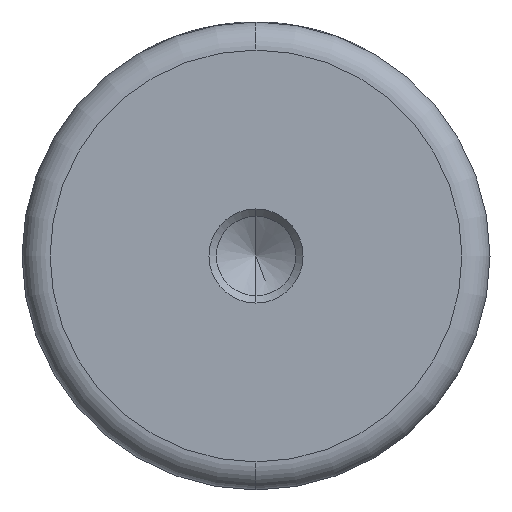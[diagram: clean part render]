
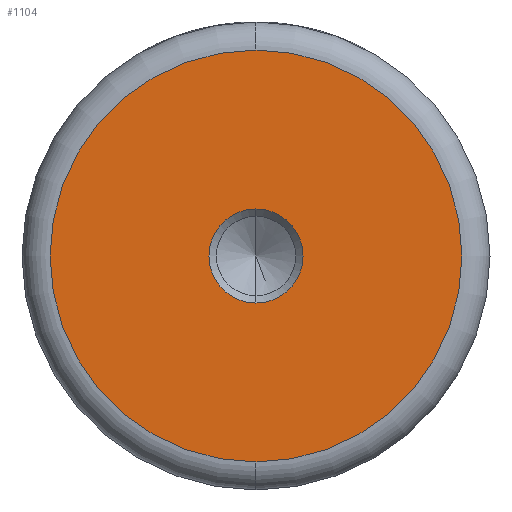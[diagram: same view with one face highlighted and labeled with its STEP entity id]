
A CAD part, left-side view. The second image highlights one B-rep face of the part: STEP entity #1104.
In plain terms, the highlighted planar face has unit normal (-1, 0, 0).
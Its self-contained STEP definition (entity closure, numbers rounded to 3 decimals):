
#4 = DIRECTION ( 'NONE',  ( -1., 0., 0. ) ) ;
#8 = EDGE_CURVE ( 'NONE', #873, #847, #129, .T. ) ;
#22 = CARTESIAN_POINT ( 'NONE',  ( 0., 0., 0. ) ) ;
#28 = CARTESIAN_POINT ( 'NONE',  ( 0., 0., 0. ) ) ;
#65 = DIRECTION ( 'NONE',  ( 0., 0., 1. ) ) ;
#87 = EDGE_CURVE ( 'NONE', #1348, #1370, #1161, .T. ) ;
#129 = CIRCLE ( 'NONE', #341, 5.025 ) ;
#157 = EDGE_LOOP ( 'NONE', ( #1423, #525 ) ) ;
#159 = DIRECTION ( 'NONE',  ( 0., 0., 1. ) ) ;
#180 = EDGE_LOOP ( 'NONE', ( #388, #1117 ) ) ;
#190 = EDGE_CURVE ( 'NONE', #847, #873, #287, .T. ) ;
#198 = CARTESIAN_POINT ( 'NONE',  ( 0., 0., -5.025 ) ) ;
#215 = AXIS2_PLACEMENT_3D ( 'NONE', #1215, #533, #1329 ) ;
#287 = CIRCLE ( 'NONE', #1209, 5.025 ) ;
#330 = CARTESIAN_POINT ( 'NONE',  ( 0., 0., 5.025 ) ) ;
#341 = AXIS2_PLACEMENT_3D ( 'NONE', #22, #751, #65 ) ;
#388 = ORIENTED_EDGE ( 'NONE', *, *, #8, .F. ) ;
#427 = CARTESIAN_POINT ( 'NONE',  ( 0., 0., 22. ) ) ;
#500 = PLANE ( 'NONE',  #1502 ) ;
#525 = ORIENTED_EDGE ( 'NONE', *, *, #1486, .T. ) ;
#533 = DIRECTION ( 'NONE',  ( -1., 0., 0. ) ) ;
#610 = DIRECTION ( 'NONE',  ( 0., 0., 1. ) ) ;
#721 = CARTESIAN_POINT ( 'NONE',  ( 0., 0., 0. ) ) ;
#751 = DIRECTION ( 'NONE',  ( -1., 0., 0. ) ) ;
#772 = CARTESIAN_POINT ( 'NONE',  ( 0., 0., -22. ) ) ;
#798 = AXIS2_PLACEMENT_3D ( 'NONE', #721, #4, #833 ) ;
#833 = DIRECTION ( 'NONE',  ( 0., 0., 1. ) ) ;
#847 = VERTEX_POINT ( 'NONE', #198 ) ;
#854 = DIRECTION ( 'NONE',  ( -1., 0., 0. ) ) ;
#873 = VERTEX_POINT ( 'NONE', #330 ) ;
#973 = FACE_OUTER_BOUND ( 'NONE', #157, .T. ) ;
#1104 = ADVANCED_FACE ( 'NONE', ( #1288, #973 ), #500, .T. ) ;
#1117 = ORIENTED_EDGE ( 'NONE', *, *, #190, .F. ) ;
#1161 = CIRCLE ( 'NONE', #798, 22. ) ;
#1162 = CIRCLE ( 'NONE', #215, 22. ) ;
#1170 = CARTESIAN_POINT ( 'NONE',  ( 0., 0., 0. ) ) ;
#1209 = AXIS2_PLACEMENT_3D ( 'NONE', #28, #854, #159 ) ;
#1215 = CARTESIAN_POINT ( 'NONE',  ( 0., 0., 0. ) ) ;
#1288 = FACE_BOUND ( 'NONE', #180, .T. ) ;
#1299 = DIRECTION ( 'NONE',  ( -1., 0., 0. ) ) ;
#1329 = DIRECTION ( 'NONE',  ( 0., 0., 1. ) ) ;
#1348 = VERTEX_POINT ( 'NONE', #427 ) ;
#1370 = VERTEX_POINT ( 'NONE', #772 ) ;
#1423 = ORIENTED_EDGE ( 'NONE', *, *, #87, .T. ) ;
#1486 = EDGE_CURVE ( 'NONE', #1370, #1348, #1162, .T. ) ;
#1502 = AXIS2_PLACEMENT_3D ( 'NONE', #1170, #1299, #610 ) ;
